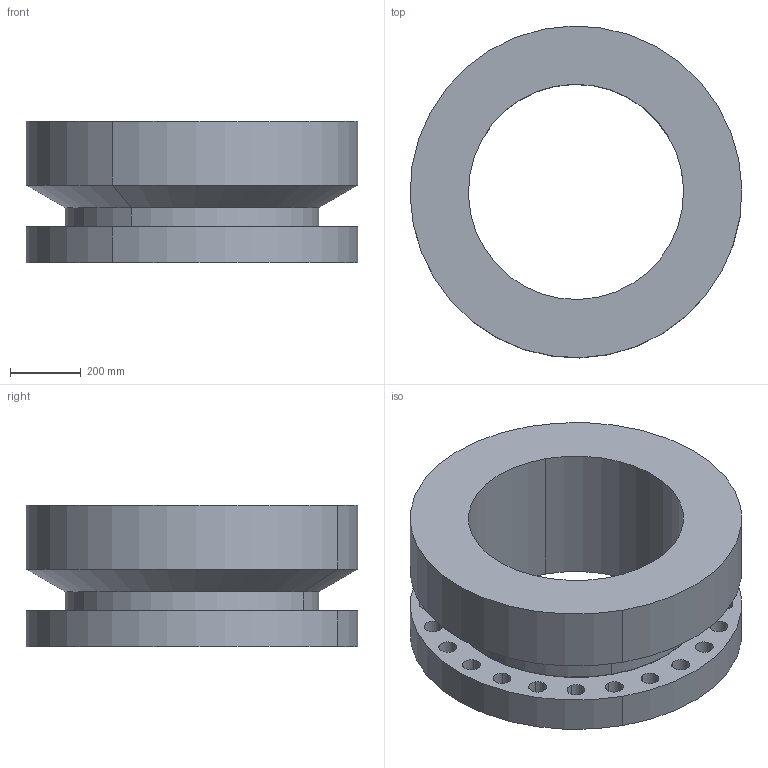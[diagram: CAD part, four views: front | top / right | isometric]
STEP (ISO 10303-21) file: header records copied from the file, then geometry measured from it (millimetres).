
FILE_DESCRIPTION(('3D STEP'),'2;1');
FILE_NAME('24-600-EB-FF-STD-CONN-FLANGE.stp','2013-11-28T22:00:27+00:00',('Texas Flange'),(''),'CATIA Version 5 Release 20 SP 6 (IN-10)','CATIA V5 STEP AP214','800-826-3801');
FILE_SCHEMA(('AUTOMOTIVE_DESIGN { 1 0 10303 214 1 1 1 1 }'));
Length unit declared in the file: inch
Products named in the file (1): 24-600-EB-FF-STD-CONN-FLANGE
Bounding box: 939.54 x 939.54 x 400.05 mm (x, y, z)
Volume: 130530765.8 mm3; surface area: 3441384.5 mm2
Topology: 1 solids, 1 shells, 450 faces, 1282 edges, 852 vertices
Faces by surface type: plane 368, cylinder 76, cone 4, torus 2
Entity records: 16749 total; most frequent: ORIENTED_EDGE 2564, CARTESIAN_POINT 2519, DIRECTION 2050, EDGE_CURVE 1282, VECTOR 1124, LINE 1124, VERTEX_POINT 852, AXIS2_PLACEMENT_3D 543
